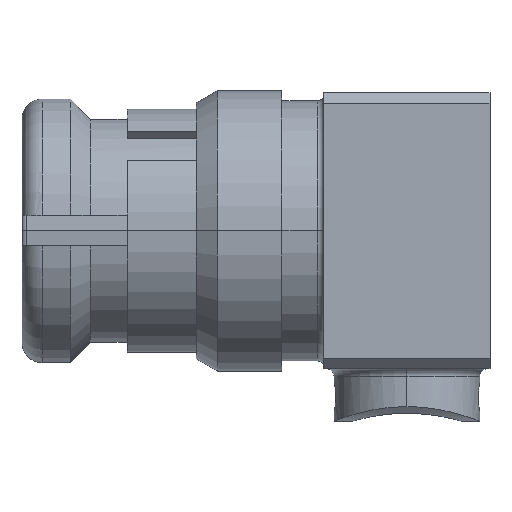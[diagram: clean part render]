
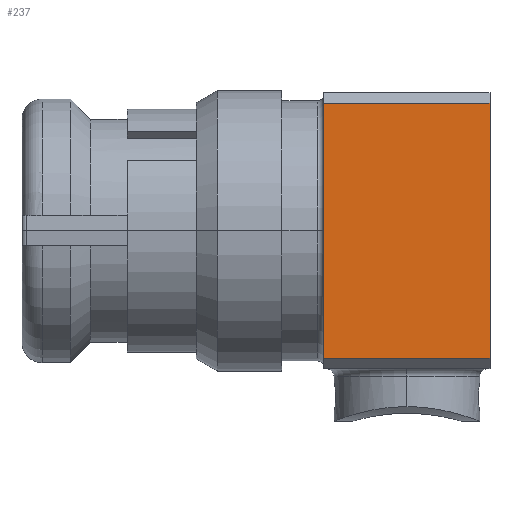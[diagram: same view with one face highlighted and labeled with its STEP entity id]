
A CAD part, top view. The second image highlights one B-rep face of the part: STEP entity #237.
In plain terms, the highlighted planar face has unit normal (0, 0, 1).
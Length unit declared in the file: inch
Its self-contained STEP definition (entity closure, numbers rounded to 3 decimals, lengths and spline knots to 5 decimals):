
#61 = LINE ( 'NONE', #2513, #1719 ) ;
#237 = ADVANCED_FACE ( 'NONE', ( #955 ), #1191, .F. ) ;
#352 = EDGE_CURVE ( 'NONE', #1490, #749, #61, .T. ) ;
#363 = DIRECTION ( 'NONE',  ( -1., 0., 0. ) ) ;
#614 = DIRECTION ( 'NONE',  ( 0., 1., 0. ) ) ;
#615 = EDGE_LOOP ( 'NONE', ( #1038, #878, #1650, #650 ) ) ;
#650 = ORIENTED_EDGE ( 'NONE', *, *, #352, .T. ) ;
#697 = LINE ( 'NONE', #1078, #1324 ) ;
#735 = VERTEX_POINT ( 'NONE', #2153 ) ;
#749 = VERTEX_POINT ( 'NONE', #1101 ) ;
#778 = EDGE_CURVE ( 'NONE', #1026, #1490, #697, .T. ) ;
#830 = CARTESIAN_POINT ( 'NONE',  ( 0.231, -0.063, 0.068 ) ) ;
#878 = ORIENTED_EDGE ( 'NONE', *, *, #2379, .T. ) ;
#955 = FACE_OUTER_BOUND ( 'NONE', #615, .T. ) ;
#1026 = VERTEX_POINT ( 'NONE', #830 ) ;
#1031 = LINE ( 'NONE', #2441, #1105 ) ;
#1038 = ORIENTED_EDGE ( 'NONE', *, *, #1133, .F. ) ;
#1078 = CARTESIAN_POINT ( 'NONE',  ( 0.231, -0.068, 0.068 ) ) ;
#1101 = CARTESIAN_POINT ( 'NONE',  ( 0.149, 0.063, 0.068 ) ) ;
#1105 = VECTOR ( 'NONE', #2588, 39.37008 ) ;
#1111 = AXIS2_PLACEMENT_3D ( 'NONE', #2466, #1812, #1831 ) ;
#1133 = EDGE_CURVE ( 'NONE', #735, #749, #1031, .T. ) ;
#1191 = PLANE ( 'NONE',  #1111 ) ;
#1250 = VECTOR ( 'NONE', #2098, 39.37008 ) ;
#1324 = VECTOR ( 'NONE', #614, 39.37008 ) ;
#1451 = CARTESIAN_POINT ( 'NONE',  ( 0.149, -0.063, 0.068 ) ) ;
#1490 = VERTEX_POINT ( 'NONE', #2109 ) ;
#1650 = ORIENTED_EDGE ( 'NONE', *, *, #778, .T. ) ;
#1719 = VECTOR ( 'NONE', #363, 39.37008 ) ;
#1787 = LINE ( 'NONE', #1451, #1250 ) ;
#1812 = DIRECTION ( 'NONE',  ( 0., 0., -1. ) ) ;
#1831 = DIRECTION ( 'NONE',  ( -1., 0., 0. ) ) ;
#2098 = DIRECTION ( 'NONE',  ( 1., 0., 0. ) ) ;
#2109 = CARTESIAN_POINT ( 'NONE',  ( 0.231, 0.063, 0.068 ) ) ;
#2153 = CARTESIAN_POINT ( 'NONE',  ( 0.149, -0.063, 0.068 ) ) ;
#2379 = EDGE_CURVE ( 'NONE', #735, #1026, #1787, .T. ) ;
#2441 = CARTESIAN_POINT ( 'NONE',  ( 0.149, -0.068, 0.068 ) ) ;
#2466 = CARTESIAN_POINT ( 'NONE',  ( 0.149, -0.068, 0.068 ) ) ;
#2513 = CARTESIAN_POINT ( 'NONE',  ( 0.149, 0.063, 0.068 ) ) ;
#2588 = DIRECTION ( 'NONE',  ( 0., 1., 0. ) ) ;
